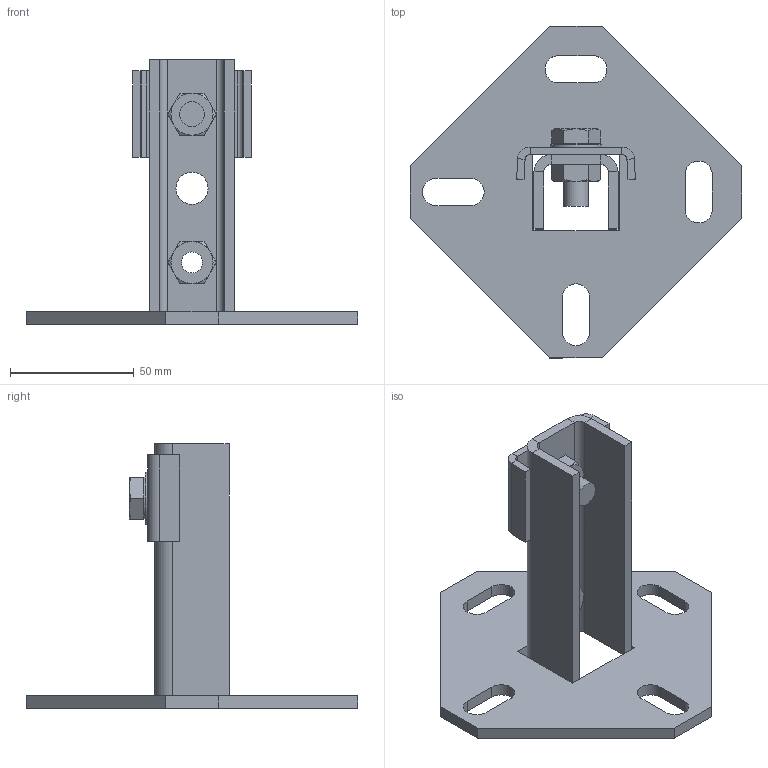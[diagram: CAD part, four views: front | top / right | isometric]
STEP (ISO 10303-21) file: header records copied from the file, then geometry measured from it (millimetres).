
FILE_DESCRIPTION (( 'STEP AP214' ), '1' );
FILE_NAME ('1123191.STP', '2021-03-03T07:48:35', ( '' ), ( '' ), 'SwSTEP 2.0', 'SolidWorks 2020', '' );
FILE_SCHEMA (( 'AUTOMOTIVE_DESIGN' ));
Length unit declared in the file: millimetre
Products named in the file (9): 018062_DIN 929-M10-N; 055766_104; 055764_H=31,5; 1123191; 012162_ISO 4017 - M10 x 25; 049699_Standard; 055759_wand opt; 055760_104; 018102_DIN 137-B10-FSt
Assembly tree (9 placements, depth 4):
  1123191
    055766_104
      055764_H=31,5
      055760_104
        055759_wand opt
        018062_DIN 929-M10-N  x2
    049699_Standard
    018102_DIN 137-B10-FSt
    012162_ISO 4017 - M10 x 25
Bounding box: 134.35 x 134.35 x 107 mm (x, y, z)
Volume: 93175.9 mm3; surface area: 50544.4 mm2
Topology: 7 solids, 7 shells, 139 faces, 312 edges, 190 vertices
Faces by surface type: plane 93, cylinder 28, cone 18
Full cylindrical faces by diameter (mm): 8.5 x2, 10 x1, 10.5 x1, 11.5 x1, 12.5 x2, 13 x3, 17 x1, 21 x1
Entity records: 3750 total; most frequent: CARTESIAN_POINT 704, DIRECTION 580, ORIENTED_EDGE 526, EDGE_CURVE 263, AXIS2_PLACEMENT_3D 205, LINE 170, VECTOR 170, VERTEX_POINT 165
